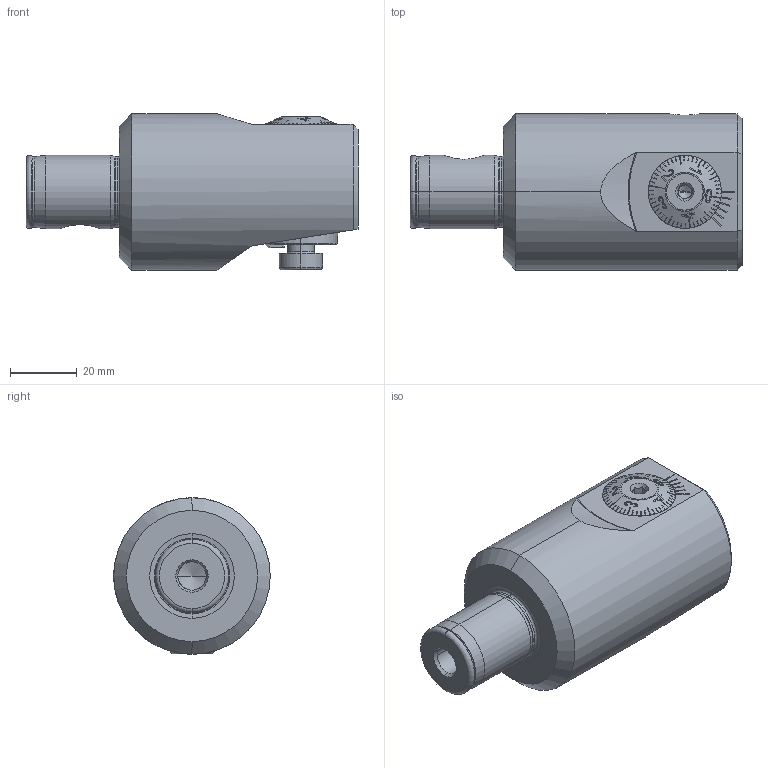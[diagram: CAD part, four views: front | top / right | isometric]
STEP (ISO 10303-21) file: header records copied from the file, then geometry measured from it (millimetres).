
FILE_DESCRIPTION (( 'STEP AP203' ), '1' );
FILE_NAME ('C04.040.051.075.STEP', '2021-01-20T15:33:09', ( '' ), ( '' ), 'SwSTEP 2.0', 'SolidWorks 2017', '' );
FILE_SCHEMA (( 'CONFIG_CONTROL_DESIGN' ));
Length unit declared in the file: millimetre
Products named in the file (15): F42-BG1.AA4.022; DIN 3771 - 19x1.5; ISO 4026 - M8 x 8_f〉.step; WH4-F42.AA3.075_A; WCA-ER2.001.007_A; Klebstoff D8; A42-BG1.012.006_B; F42-BG2.014.014_A; F42-BG1.DA3.022_A; A42-BG2.013.005_B; A42-BG3.011.030_D; A42-BG2.012.005_A; A42-BG2.011.014_C; DIN 7984 - M8 x 12; C04.040.051.075
Assembly tree (14 placements, depth 3):
  C04.040.051.075
    WH4-F42.AA3.075_A
    F42-BG1.AA4.022
      F42-BG1.DA3.022_A
      A42-BG2.011.014_C
      A42-BG2.012.005_A
      A42-BG2.013.005_B
      F42-BG2.014.014_A
      A42-BG1.012.006_B
      DIN 3771 - 19x1.5
    WCA-ER2.001.007_A
    Klebstoff D8
    A42-BG3.011.030_D
    DIN 7984 - M8 x 12
    ISO 4026 - M8 x 8_f〉.step
Bounding box: 99.75 x 47 x 47 mm (x, y, z)
Volume: 117000.7 mm3; surface area: 30172.8 mm2
Topology: 13 solids, 13 shells, 692 faces, 1803 edges, 1139 vertices
Faces by surface type: plane 300, cone 169, cylinder 130, torus 56, bspline 35, sphere 2
Entity records: 25924 total; most frequent: CARTESIAN_POINT 8173, ORIENTED_EDGE 3582, DIRECTION 3103, EDGE_CURVE 1791, AXIS2_PLACEMENT_3D 1205, VERTEX_POINT 1139, EDGE_LOOP 742, VECTOR 693
